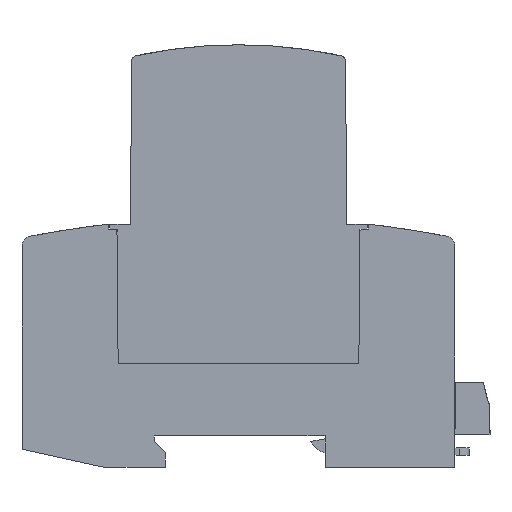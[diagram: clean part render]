
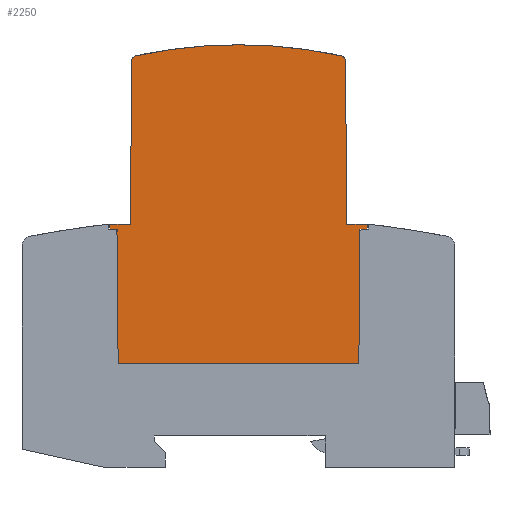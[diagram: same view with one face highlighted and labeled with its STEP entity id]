
A CAD part, left-side view. The second image highlights one B-rep face of the part: STEP entity #2250.
In plain terms, the highlighted planar face has unit normal (-1, 0, 0).
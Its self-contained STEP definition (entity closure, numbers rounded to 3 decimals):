
#2250=ADVANCED_FACE('',(#4587),#4588,.F.);
#4587=FACE_OUTER_BOUND('',#6951,.T.);
#4588=PLANE('',#6952);
#6951=EDGE_LOOP('',(#13937,#13938,#13939,#13940,#13941,#13942,#13943,#13944,#13945,#13946,#13947,#13948,#13949,#13950,#13951,#13952,#13953,#13954,#13955,#13956,#13957));
#6952=AXIS2_PLACEMENT_3D('',#13958,#13959,#13960);
#13937=ORIENTED_EDGE('',*,*,#17198,.F.);
#13938=ORIENTED_EDGE('',*,*,#17162,.F.);
#13939=ORIENTED_EDGE('',*,*,#14408,.F.);
#13940=ORIENTED_EDGE('',*,*,#17167,.F.);
#13941=ORIENTED_EDGE('',*,*,#17127,.T.);
#13942=ORIENTED_EDGE('',*,*,#17171,.F.);
#13943=ORIENTED_EDGE('',*,*,#17174,.T.);
#13944=ORIENTED_EDGE('',*,*,#16373,.F.);
#13945=ORIENTED_EDGE('',*,*,#16401,.T.);
#13946=ORIENTED_EDGE('',*,*,#17178,.F.);
#13947=ORIENTED_EDGE('',*,*,#17204,.F.);
#13948=ORIENTED_EDGE('',*,*,#17205,.F.);
#13949=ORIENTED_EDGE('',*,*,#17206,.F.);
#13950=ORIENTED_EDGE('',*,*,#17207,.F.);
#13951=ORIENTED_EDGE('',*,*,#17208,.F.);
#13952=ORIENTED_EDGE('',*,*,#17182,.F.);
#13953=ORIENTED_EDGE('',*,*,#17186,.T.);
#13954=ORIENTED_EDGE('',*,*,#17209,.F.);
#13955=ORIENTED_EDGE('',*,*,#17191,.T.);
#13956=ORIENTED_EDGE('',*,*,#17195,.F.);
#13957=ORIENTED_EDGE('',*,*,#17132,.T.);
#13958=CARTESIAN_POINT('',(-17.55,45.011,52.739));
#13959=DIRECTION('',(1.0,0.0,0.));
#13960=DIRECTION('',(0.,0.0,-1.0));
#14408=EDGE_CURVE('',#17434,#17436,#17437,.T.);
#16373=EDGE_CURVE('',#20462,#20464,#20465,.T.);
#16401=EDGE_CURVE('',#20462,#20503,#20505,.T.);
#17127=EDGE_CURVE('',#21540,#21538,#21541,.T.);
#17132=EDGE_CURVE('',#21549,#21547,#21550,.T.);
#17162=EDGE_CURVE('',#17436,#21589,#21590,.T.);
#17167=EDGE_CURVE('',#21540,#17434,#21596,.T.);
#17171=EDGE_CURVE('',#21600,#21538,#21602,.T.);
#17174=EDGE_CURVE('',#21600,#20464,#21605,.T.);
#17178=EDGE_CURVE('',#21609,#20503,#21611,.T.);
#17182=EDGE_CURVE('',#21616,#21618,#21619,.T.);
#17186=EDGE_CURVE('',#21616,#21622,#21625,.T.);
#17191=EDGE_CURVE('',#21633,#21631,#21634,.T.);
#17195=EDGE_CURVE('',#21549,#21631,#21638,.T.);
#17198=EDGE_CURVE('',#21589,#21547,#21641,.T.);
#17204=EDGE_CURVE('',#21647,#21609,#21648,.T.);
#17205=EDGE_CURVE('',#21649,#21647,#21650,.T.);
#17206=EDGE_CURVE('',#21651,#21649,#21652,.T.);
#17207=EDGE_CURVE('',#21653,#21651,#21654,.T.);
#17208=EDGE_CURVE('',#21618,#21653,#21655,.T.);
#17209=EDGE_CURVE('',#21633,#21622,#21656,.T.);
#17434=VERTEX_POINT('',#22362);
#17436=VERTEX_POINT('',#22365);
#17437=CIRCLE('',#22366,100.);
#20462=VERTEX_POINT('',#27741);
#20464=VERTEX_POINT('',#27744);
#20465=LINE('',#27745,#27746);
#20503=VERTEX_POINT('',#27803);
#20505=LINE('',#27806,#27807);
#21538=VERTEX_POINT('',#29442);
#21540=VERTEX_POINT('',#29445);
#21541=LINE('',#29446,#29447);
#21547=VERTEX_POINT('',#29455);
#21549=VERTEX_POINT('',#29458);
#21550=LINE('',#29459,#29460);
#21589=VERTEX_POINT('',#29591);
#21590=CIRCLE('',#29592,100.);
#21596=CIRCLE('',#29599,1.);
#21600=VERTEX_POINT('',#29604);
#21602=LINE('',#29607,#29608);
#21605=LINE('',#29612,#29613);
#21609=VERTEX_POINT('',#29618);
#21611=LINE('',#29621,#29622);
#21616=VERTEX_POINT('',#29628);
#21618=VERTEX_POINT('',#29631);
#21619=LINE('',#29632,#29633);
#21622=VERTEX_POINT('',#29637);
#21625=LINE('',#29641,#29642);
#21631=VERTEX_POINT('',#29650);
#21633=VERTEX_POINT('',#29653);
#21634=LINE('',#29654,#29655);
#21638=LINE('',#29661,#29662);
#21641=CIRCLE('',#29665,1.);
#21647=VERTEX_POINT('',#29674);
#21648=LINE('',#29675,#29676);
#21649=VERTEX_POINT('',#29677);
#21650=LINE('',#29678,#29679);
#21651=VERTEX_POINT('',#29680);
#21652=LINE('',#29681,#29682);
#21653=VERTEX_POINT('',#29683);
#21654=LINE('',#29684,#29685);
#21655=LINE('',#29686,#29687);
#21656=LINE('',#29688,#29689);
#22362=CARTESIAN_POINT('',(-17.55,66.401,85.493));
#22365=CARTESIAN_POINT('',(-17.55,45.,87.81));
#22366=AXIS2_PLACEMENT_3D('',#30025,#30026,#30027);
#27741=CARTESIAN_POINT('',(-17.55,70.5,49.5));
#27744=CARTESIAN_POINT('',(-17.55,71.75,49.5));
#27745=CARTESIAN_POINT('',(-17.55,58.131,49.5));
#27746=VECTOR('',#32101,1.0);
#27803=CARTESIAN_POINT('',(-17.55,70.08,49.5));
#27806=CARTESIAN_POINT('',(-17.55,71.75,49.5));
#27807=VECTOR('',#32122,1.0);
#29442=CARTESIAN_POINT('',(-17.55,67.484,50.5));
#29445=CARTESIAN_POINT('',(-17.55,67.187,84.525));
#29446=CARTESIAN_POINT('',(-17.55,67.187,84.525));
#29447=VECTOR('',#32807,1.0);
#29455=CARTESIAN_POINT('',(-17.55,22.767,84.515));
#29458=CARTESIAN_POINT('',(-17.55,22.47,50.5));
#29459=CARTESIAN_POINT('',(-17.55,22.47,50.5));
#29460=VECTOR('',#32811,1.);
#29591=CARTESIAN_POINT('',(-17.55,23.552,85.483));
#29592=AXIS2_PLACEMENT_3D('',#32831,#32832,#32833);
#29599=AXIS2_PLACEMENT_3D('',#32841,#32842,#32843);
#29604=CARTESIAN_POINT('',(-17.55,71.75,50.5));
#29607=CARTESIAN_POINT('',(-17.55,71.75,50.5));
#29608=VECTOR('',#32846,1.0);
#29612=CARTESIAN_POINT('',(-17.55,71.75,50.5));
#29613=VECTOR('',#32848,1.0);
#29618=CARTESIAN_POINT('',(-17.55,70.077,49.077));
#29621=CARTESIAN_POINT('',(-17.55,70.077,49.077));
#29622=VECTOR('',#32851,1.);
#29628=CARTESIAN_POINT('',(-17.55,19.873,49.5));
#29631=CARTESIAN_POINT('',(-17.55,19.877,49.123));
#29632=CARTESIAN_POINT('',(-17.55,19.873,49.5));
#29633=VECTOR('',#32854,1.);
#29637=CARTESIAN_POINT('',(-17.55,19.5,49.5));
#29641=CARTESIAN_POINT('',(-17.55,19.873,49.5));
#29642=VECTOR('',#32857,1.0);
#29650=CARTESIAN_POINT('',(-17.55,18.25,50.5));
#29653=CARTESIAN_POINT('',(-17.55,18.25,49.5));
#29654=CARTESIAN_POINT('',(-17.55,18.25,49.5));
#29655=VECTOR('',#32861,1.0);
#29661=CARTESIAN_POINT('',(-17.55,22.47,50.5));
#29662=VECTOR('',#32864,1.0);
#29665=AXIS2_PLACEMENT_3D('',#32868,#32869,#32870);
#29674=CARTESIAN_POINT('',(-17.55,70.26,49.26));
#29675=CARTESIAN_POINT('',(-17.55,70.26,49.26));
#29676=VECTOR('',#32874,1.0);
#29677=CARTESIAN_POINT('',(-17.55,70.018,21.5));
#29678=CARTESIAN_POINT('',(-17.55,70.214,43.949));
#29679=VECTOR('',#32875,1.0);
#29680=CARTESIAN_POINT('',(-17.55,19.982,21.5));
#29681=CARTESIAN_POINT('',(-17.55,45.006,21.5));
#29682=VECTOR('',#32876,1.0);
#29683=CARTESIAN_POINT('',(-17.55,19.74,49.26));
#29684=CARTESIAN_POINT('',(-17.55,19.786,43.949));
#29685=VECTOR('',#32877,1.0);
#29686=CARTESIAN_POINT('',(-17.55,19.877,49.123));
#29687=VECTOR('',#32878,1.0);
#29688=CARTESIAN_POINT('',(-17.55,31.881,49.5));
#29689=VECTOR('',#32879,1.0);
#30025=CARTESIAN_POINT('',(-17.55,45.,-12.19));
#30026=DIRECTION('',(1.0,0.0,0.));
#30027=DIRECTION('',(0.,0.0,-1.0));
#32101=DIRECTION('',(0.0,1.0,0.0));
#32122=DIRECTION('',(0.0,-1.0,0.0));
#32807=DIRECTION('',(0.,0.009,-1.));
#32811=DIRECTION('',(0.,0.009,1.));
#32831=CARTESIAN_POINT('',(-17.55,45.,-12.19));
#32832=DIRECTION('',(1.0,0.0,0.));
#32833=DIRECTION('',(0.,0.0,-1.0));
#32841=CARTESIAN_POINT('',(-17.55,66.187,84.516));
#32842=DIRECTION('',(1.0,0.0,0.));
#32843=DIRECTION('',(0.,0.0,-1.0));
#32846=DIRECTION('',(0.0,-1.0,0.0));
#32848=DIRECTION('',(0.,0.0,-1.0));
#32851=DIRECTION('',(0.,0.009,1.));
#32854=DIRECTION('',(0.,0.009,-1.));
#32857=DIRECTION('',(0.0,-1.0,0.0));
#32861=DIRECTION('',(0.,0.0,1.0));
#32864=DIRECTION('',(0.0,-1.0,0.0));
#32868=CARTESIAN_POINT('',(-17.55,23.767,84.506));
#32869=DIRECTION('',(1.0,0.0,0.));
#32870=DIRECTION('',(0.,0.0,-1.0));
#32874=DIRECTION('',(0.,-0.707,-0.707));
#32875=DIRECTION('',(0.,0.009,1.));
#32876=DIRECTION('',(0.0,1.0,0.0));
#32877=DIRECTION('',(0.,0.009,-1.));
#32878=DIRECTION('',(0.,-0.707,0.707));
#32879=DIRECTION('',(0.0,1.0,0.0));
